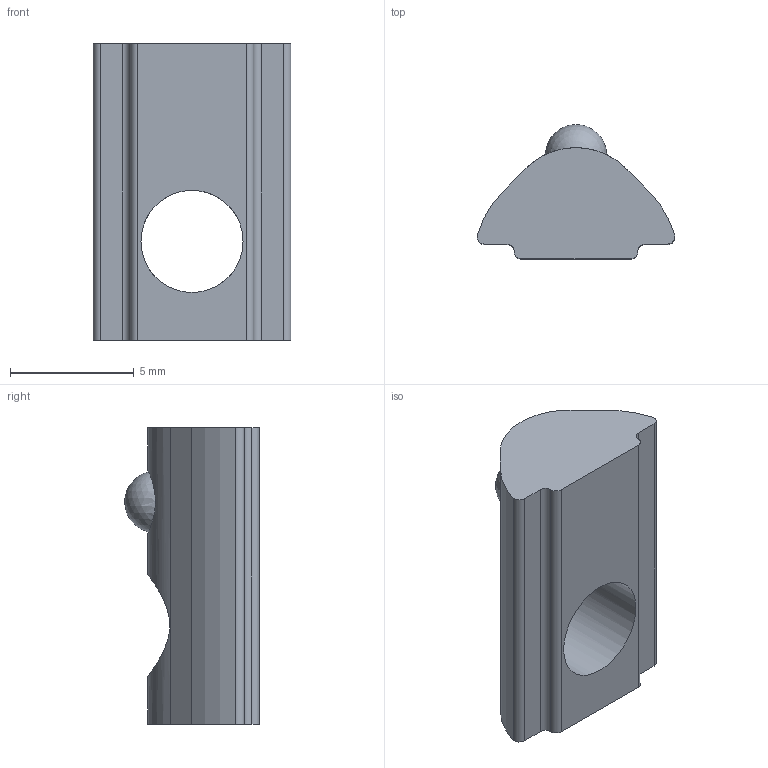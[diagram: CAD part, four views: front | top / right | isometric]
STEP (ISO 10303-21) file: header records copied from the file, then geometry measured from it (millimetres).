
FILE_DESCRIPTION(/* description */ ('GK Nutenstein M5 mini VA'),/* implementation_level */ '2;1');
FILE_NAME(/* name */ 'SV2195V_A.stp',/* time_stamp */ '2015-11-28T11:57:27+01:00',/* author */ ('marina kaa'),/* organization */ (''),/* preprocessor_version */ 'ST-DEVELOPER v15.6',/* originating_system */ 'Autodesk Inventor 2015',/* authorisation */ '');
FILE_SCHEMA (('AUTOMOTIVE_DESIGN { 1 0 10303 214 3 1 1 }'));
Length unit declared in the file: millimetre
Products named in the file (4): ME1631117_A; MK2402081_A; MK5200100_A; SV2195V_A
Bounding box: 8.01 x 5.44 x 12 mm (x, y, z)
Volume: 240.7 mm3; surface area: 395.1 mm2
Topology: 3 solids, 3 shells, 23 faces, 57 edges, 38 vertices
Faces by surface type: cylinder 11, plane 10, sphere 1, bspline 1
Full cylindrical faces by diameter (mm): 2.55 x1, 4.134 x1
Entity records: 1247 total; most frequent: CARTESIAN_POINT 612, DIRECTION 131, ORIENTED_EDGE 104, AXIS2_PLACEMENT_3D 53, EDGE_CURVE 52, VERTEX_POINT 37, EDGE_LOOP 27, LINE 25
